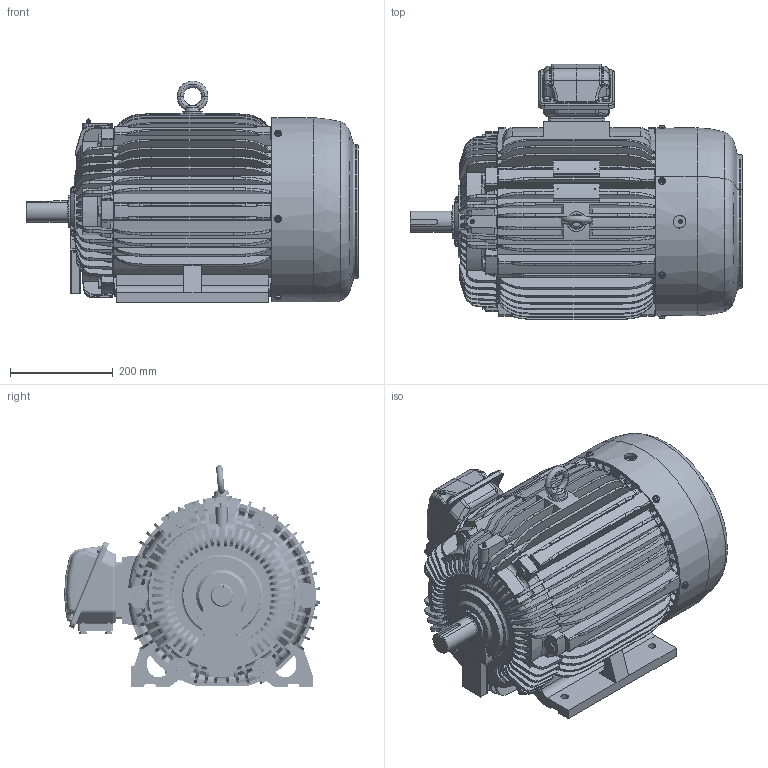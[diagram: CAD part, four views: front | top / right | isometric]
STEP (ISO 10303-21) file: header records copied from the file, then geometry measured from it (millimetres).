
FILE_DESCRIPTION(('CATIA V5 STEP Exchange'),'2;1');
FILE_NAME('284TS-H_AllCATPart.stp','2012-08-29T10:51:50+00:00',('none'),('none'),'CATIA Version 5 Release 19 SP 9 (IN-10)','CATIA V5 STEP AP203','none');
FILE_SCHEMA(('CONFIG_CONTROL_DESIGN'));
Length unit declared in the file: millimetre
Products named in the file (1): 284TS-H_AllCATPart
Bounding box: 646.05 x 497.32 x 431.57 mm (x, y, z)
Volume: 14324067.3 mm3; surface area: 3192767.1 mm2
Topology: 51 solids, 51 shells, 4491 faces, 12111 edges, 7846 vertices
Faces by surface type: plane 1626, torus 954, cylinder 926, cone 722, bspline 226, sphere 29, revolution 4, extrusion 4
Entity records: 153667 total; most frequent: CARTESIAN_POINT 58033, ORIENTED_EDGE 24082, DIRECTION 12400, EDGE_CURVE 12041, VERTEX_POINT 7846, AXIS2_PLACEMENT_3D 6259, EDGE_LOOP 4971, ADVANCED_FACE 4491
